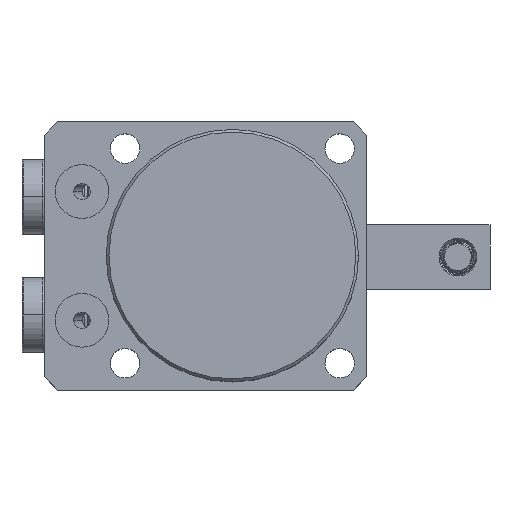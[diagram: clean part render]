
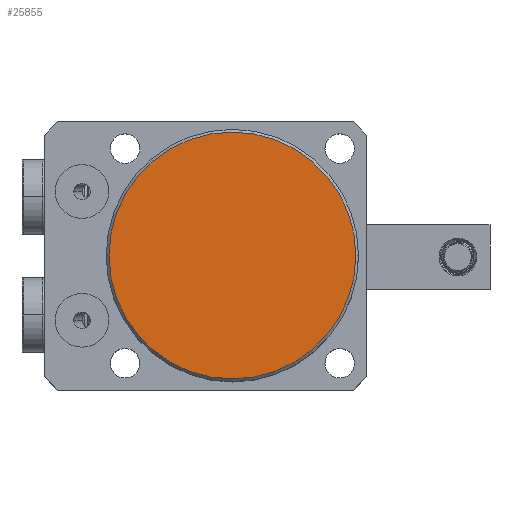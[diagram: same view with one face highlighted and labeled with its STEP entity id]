
A CAD part, top view. The second image highlights one B-rep face of the part: STEP entity #25855.
In plain terms, the highlighted planar face has unit normal (0, 0, 1).
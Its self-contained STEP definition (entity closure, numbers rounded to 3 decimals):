
#2681 = DIRECTION ( 'NONE',  ( 0., 0., 1. ) ) ;
#3833 = VERTEX_POINT ( 'NONE', #23199 ) ;
#4625 = AXIS2_PLACEMENT_3D ( 'NONE', #17946, #11384, #26729 ) ;
#8075 = FACE_OUTER_BOUND ( 'NONE', #26730, .T. ) ;
#11384 = DIRECTION ( 'NONE',  ( 0., 0., 1. ) ) ;
#12523 = DIRECTION ( 'NONE',  ( 0., 0., 1. ) ) ;
#15307 = ORIENTED_EDGE ( 'NONE', *, *, #23390, .T. ) ;
#15784 = CARTESIAN_POINT ( 'NONE',  ( 0., 0., 52.75 ) ) ;
#17411 = CIRCLE ( 'NONE', #27500, 23. ) ;
#17946 = CARTESIAN_POINT ( 'NONE',  ( 0., 0., 52.75 ) ) ;
#18010 = DIRECTION ( 'NONE',  ( 1., 0., 0. ) ) ;
#18780 = EDGE_CURVE ( 'NONE', #18923, #3833, #26041, .T. ) ;
#18923 = VERTEX_POINT ( 'NONE', #27094 ) ;
#19221 = ORIENTED_EDGE ( 'NONE', *, *, #18780, .T. ) ;
#23199 = CARTESIAN_POINT ( 'NONE',  ( 23., 0., 52.75 ) ) ;
#23390 = EDGE_CURVE ( 'NONE', #3833, #18923, #17411, .T. ) ;
#23906 = AXIS2_PLACEMENT_3D ( 'NONE', #15784, #2681, #18010 ) ;
#24532 = PLANE ( 'NONE',  #4625 ) ;
#25667 = CARTESIAN_POINT ( 'NONE',  ( 0., 0., 52.75 ) ) ;
#25855 = ADVANCED_FACE ( 'NONE', ( #8075 ), #24532, .T. ) ;
#26041 = CIRCLE ( 'NONE', #23906, 23. ) ;
#26729 = DIRECTION ( 'NONE',  ( 1., 0., 0. ) ) ;
#26730 = EDGE_LOOP ( 'NONE', ( #19221, #15307 ) ) ;
#27094 = CARTESIAN_POINT ( 'NONE',  ( -23., 0., 52.75 ) ) ;
#27500 = AXIS2_PLACEMENT_3D ( 'NONE', #25667, #12523, #27897 ) ;
#27897 = DIRECTION ( 'NONE',  ( 1., 0., 0. ) ) ;
